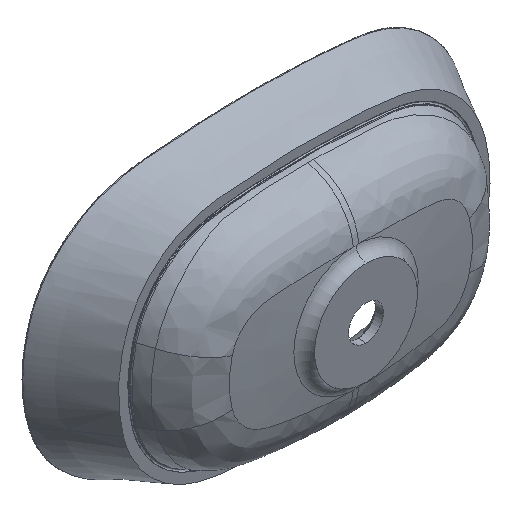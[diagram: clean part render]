
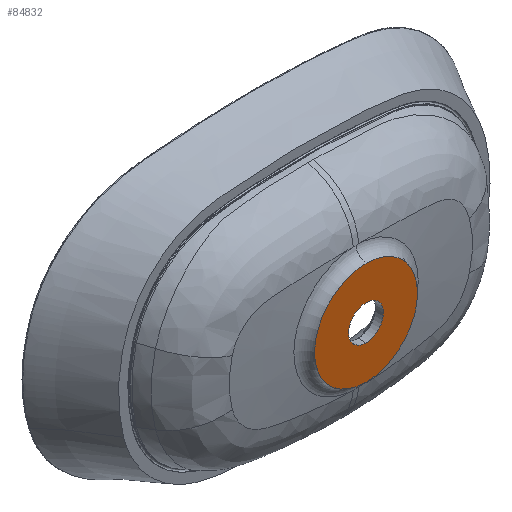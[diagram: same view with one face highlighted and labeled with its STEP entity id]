
A CAD part, isometric view. The second image highlights one B-rep face of the part: STEP entity #84832.
In plain terms, the highlighted planar face has unit normal (0, -1, 0).
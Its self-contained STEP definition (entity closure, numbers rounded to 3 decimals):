
#2801 = CIRCLE ( 'NONE', #50773, 22. ) ;
#6376 = CARTESIAN_POINT ( 'NONE',  ( 0., 0., -65. ) ) ;
#6711 = CARTESIAN_POINT ( 'NONE',  ( 0., 0., 22. ) ) ;
#7024 = CARTESIAN_POINT ( 'NONE',  ( 0., 0., 0. ) ) ;
#7335 = CIRCLE ( 'NONE', #32035, 65. ) ;
#10582 = CARTESIAN_POINT ( 'NONE',  ( 0., 0., 0. ) ) ;
#12275 = VERTEX_POINT ( 'NONE', #55634 ) ;
#14727 = FACE_OUTER_BOUND ( 'NONE', #45991, .T. ) ;
#15546 = AXIS2_PLACEMENT_3D ( 'NONE', #28136, #41461, #67648 ) ;
#18282 = CARTESIAN_POINT ( 'NONE',  ( 0., 0., 65. ) ) ;
#19888 = FACE_BOUND ( 'NONE', #22194, .T. ) ;
#21234 = ORIENTED_EDGE ( 'NONE', *, *, #67615, .T. ) ;
#21460 = ORIENTED_EDGE ( 'NONE', *, *, #43929, .T. ) ;
#21949 = AXIS2_PLACEMENT_3D ( 'NONE', #7024, #72296, #65435 ) ;
#22194 = EDGE_LOOP ( 'NONE', ( #60650, #21234 ) ) ;
#28136 = CARTESIAN_POINT ( 'NONE',  ( 0., 0., 0. ) ) ;
#32035 = AXIS2_PLACEMENT_3D ( 'NONE', #56318, #37400, #49038 ) ;
#32454 = VERTEX_POINT ( 'NONE', #6711 ) ;
#33893 = EDGE_CURVE ( 'NONE', #32454, #12275, #84144, .T. ) ;
#36773 = DIRECTION ( 'NONE',  ( 0., 1., 0. ) ) ;
#36792 = CARTESIAN_POINT ( 'NONE',  ( 0., 0., 0. ) ) ;
#37400 = DIRECTION ( 'NONE',  ( 0., -1., 0. ) ) ;
#38779 = EDGE_CURVE ( 'NONE', #69740, #81894, #7335, .T. ) ;
#40252 = CIRCLE ( 'NONE', #75929, 65. ) ;
#41461 = DIRECTION ( 'NONE',  ( 0., 1., 0. ) ) ;
#43929 = EDGE_CURVE ( 'NONE', #81894, #69740, #40252, .T. ) ;
#45991 = EDGE_LOOP ( 'NONE', ( #76689, #21460 ) ) ;
#49038 = DIRECTION ( 'NONE',  ( 0., 0., -1. ) ) ;
#50773 = AXIS2_PLACEMENT_3D ( 'NONE', #10582, #36773, #70240 ) ;
#55634 = CARTESIAN_POINT ( 'NONE',  ( 0., 0., -22. ) ) ;
#56318 = CARTESIAN_POINT ( 'NONE',  ( 0., 0., 0. ) ) ;
#60650 = ORIENTED_EDGE ( 'NONE', *, *, #33893, .T. ) ;
#60667 = PLANE ( 'NONE',  #21949 ) ;
#62568 = DIRECTION ( 'NONE',  ( 0., -1., 0. ) ) ;
#63404 = DIRECTION ( 'NONE',  ( 0., 0., -1. ) ) ;
#65435 = DIRECTION ( 'NONE',  ( 0., 0., -1. ) ) ;
#67615 = EDGE_CURVE ( 'NONE', #12275, #32454, #2801, .T. ) ;
#67648 = DIRECTION ( 'NONE',  ( 0., 0., -1. ) ) ;
#69740 = VERTEX_POINT ( 'NONE', #6376 ) ;
#70240 = DIRECTION ( 'NONE',  ( 0., 0., -1. ) ) ;
#72296 = DIRECTION ( 'NONE',  ( 0., -1., 0. ) ) ;
#75929 = AXIS2_PLACEMENT_3D ( 'NONE', #36792, #62568, #63404 ) ;
#76689 = ORIENTED_EDGE ( 'NONE', *, *, #38779, .T. ) ;
#81894 = VERTEX_POINT ( 'NONE', #18282 ) ;
#84144 = CIRCLE ( 'NONE', #15546, 22. ) ;
#84832 = ADVANCED_FACE ( 'NONE', ( #19888, #14727 ), #60667, .T. ) ;
